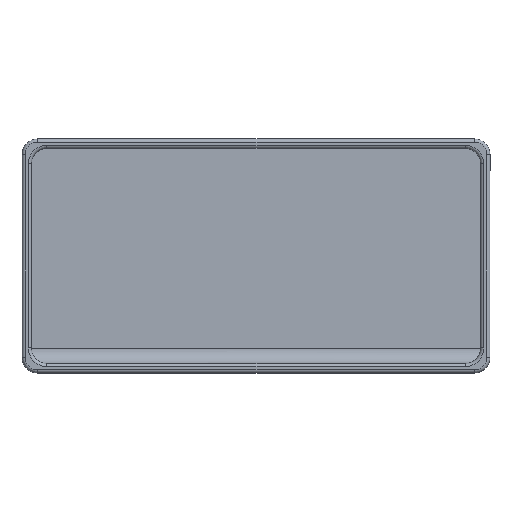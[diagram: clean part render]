
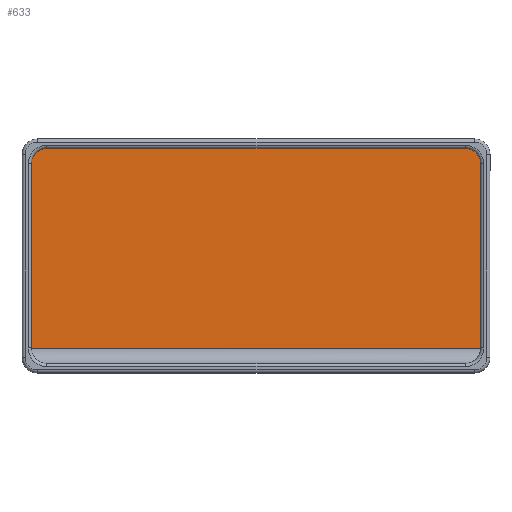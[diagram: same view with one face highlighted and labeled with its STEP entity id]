
A CAD part, top view. The second image highlights one B-rep face of the part: STEP entity #633.
In plain terms, the highlighted planar face has unit normal (0, 0, 1).
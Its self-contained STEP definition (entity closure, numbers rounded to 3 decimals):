
#63=CIRCLE('',#699,5.);
#64=CIRCLE('',#700,5.);
#153=ORIENTED_EDGE('',*,*,#330,.F.);
#154=ORIENTED_EDGE('',*,*,#339,.T.);
#155=ORIENTED_EDGE('',*,*,#326,.F.);
#156=ORIENTED_EDGE('',*,*,#340,.T.);
#157=ORIENTED_EDGE('',*,*,#334,.F.);
#158=ORIENTED_EDGE('',*,*,#341,.T.);
#326=EDGE_CURVE('',#419,#416,#463,.T.);
#330=EDGE_CURVE('',#423,#420,#467,.T.);
#334=EDGE_CURVE('',#427,#424,#471,.T.);
#339=EDGE_CURVE('',#423,#416,#63,.F.);
#340=EDGE_CURVE('',#419,#424,#476,.F.);
#341=EDGE_CURVE('',#427,#420,#64,.F.);
#416=VERTEX_POINT('',#1084);
#419=VERTEX_POINT('',#1089);
#420=VERTEX_POINT('',#1093);
#423=VERTEX_POINT('',#1098);
#424=VERTEX_POINT('',#1102);
#427=VERTEX_POINT('',#1107);
#463=LINE('',#1090,#508);
#467=LINE('',#1099,#512);
#471=LINE('',#1108,#516);
#476=LINE('',#1120,#521);
#508=VECTOR('',#835,1000.);
#512=VECTOR('',#841,1000.);
#516=VECTOR('',#847,1000.);
#521=VECTOR('',#858,1000.);
#533=EDGE_LOOP('',(#153,#154,#155,#156,#157,#158));
#578=FACE_BOUND('',#533,.T.);
#622=PLANE('',#698);
#633=ADVANCED_FACE('',(#578),#622,.F.);
#698=AXIS2_PLACEMENT_3D('',#1118,#854,#855);
#699=AXIS2_PLACEMENT_3D('',#1119,#856,#857);
#700=AXIS2_PLACEMENT_3D('',#1121,#859,#860);
#835=DIRECTION('',(0.,1.,0.));
#841=DIRECTION('',(1.,0.,0.));
#847=DIRECTION('',(0.,-1.,0.));
#854=DIRECTION('',(0.,0.,-1.));
#855=DIRECTION('',(-1.,0.,0.));
#856=DIRECTION('',(0.,0.,-1.));
#857=DIRECTION('',(-1.,0.,0.));
#858=DIRECTION('',(-1.,0.,0.));
#859=DIRECTION('',(0.,0.,-1.));
#860=DIRECTION('',(-1.,0.,0.));
#1084=CARTESIAN_POINT('',(-70.478,28.522,3.));
#1089=CARTESIAN_POINT('',(-70.478,-30.478,3.));
#1090=CARTESIAN_POINT('',(-70.478,0.,3.));
#1093=CARTESIAN_POINT('',(68.522,33.522,3.));
#1098=CARTESIAN_POINT('',(-65.478,33.522,3.));
#1099=CARTESIAN_POINT('',(0.,33.522,3.));
#1102=CARTESIAN_POINT('',(73.522,-30.478,3.));
#1107=CARTESIAN_POINT('',(73.522,28.522,3.));
#1108=CARTESIAN_POINT('',(73.522,0.,3.));
#1118=CARTESIAN_POINT('',(0.,0.,3.));
#1119=CARTESIAN_POINT('',(-65.478,28.522,3.));
#1120=CARTESIAN_POINT('',(73.522,-30.478,3.));
#1121=CARTESIAN_POINT('',(68.522,28.522,3.));
